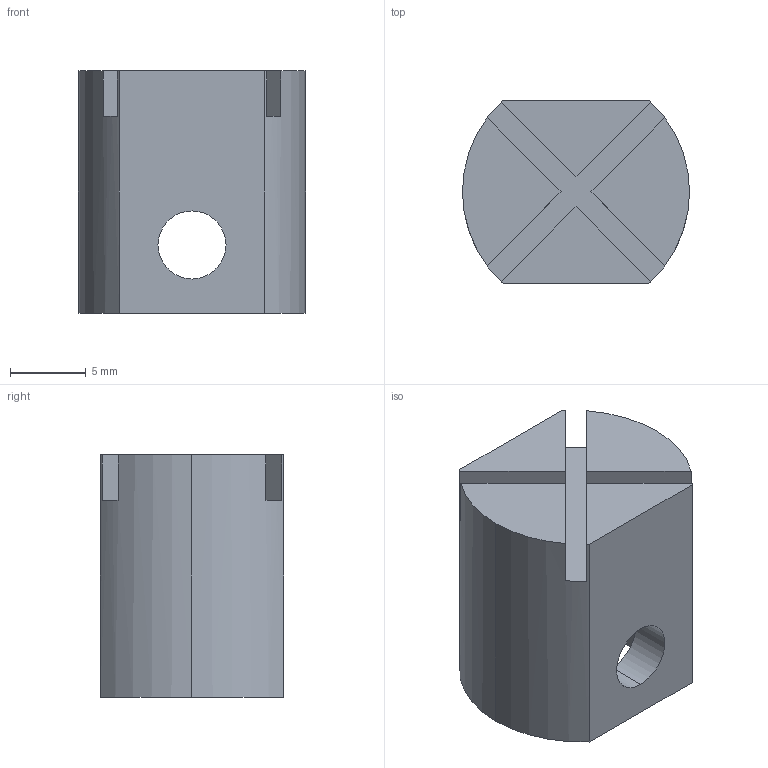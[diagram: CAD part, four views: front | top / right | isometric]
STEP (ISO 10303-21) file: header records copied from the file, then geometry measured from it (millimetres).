
FILE_DESCRIPTION (( 'STEP AP214' ), '1' );
FILE_NAME ('LINEAR ACTUATOR ATTACHMENT.STEP', '2023-11-03T07:21:32', ( '' ), ( '' ), 'SwSTEP 2.0', 'SolidWorks 2022', '' );
FILE_SCHEMA (( 'AUTOMOTIVE_DESIGN' ));
Length unit declared in the file: millimetre
Products named in the file (1): LINEAR ACTUATOR ATTACHMENT
Bounding box: 15 x 12.1 x 16 mm (x, y, z)
Volume: 1721.3 mm3; surface area: 1549.1 mm2
Topology: 1 solids, 1 shells, 29 faces, 78 edges, 52 vertices
Faces by surface type: plane 19, cylinder 10
Entity records: 962 total; most frequent: DIRECTION 166, CARTESIAN_POINT 160, ORIENTED_EDGE 156, EDGE_CURVE 78, AXIS2_PLACEMENT_3D 58, VERTEX_POINT 52, VECTOR 50, LINE 50
